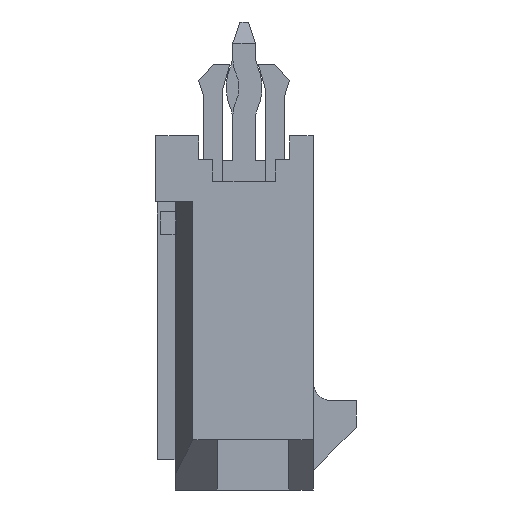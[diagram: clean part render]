
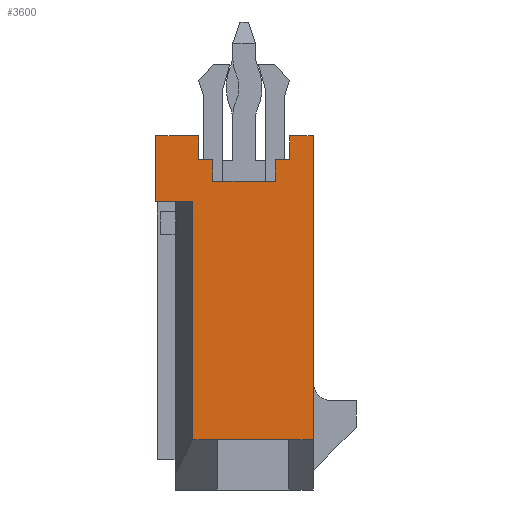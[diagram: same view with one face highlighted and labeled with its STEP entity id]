
A CAD part, left-side view. The second image highlights one B-rep face of the part: STEP entity #3600.
In plain terms, the highlighted planar face has unit normal (-1, 0, 0).
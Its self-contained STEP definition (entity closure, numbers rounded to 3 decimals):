
#8 = CARTESIAN_POINT ( 'NONE',  ( -12.325, 0.67, 0.875 ) ) ;
#95 = VERTEX_POINT ( 'NONE', #8 ) ;
#97 = CARTESIAN_POINT ( 'NONE',  ( -12.325, 0., -1.27 ) ) ;
#325 = ORIENTED_EDGE ( 'NONE', *, *, #2469, .F. ) ;
#369 = CARTESIAN_POINT ( 'NONE',  ( -12.325, 1.27, -0.875 ) ) ;
#445 = ORIENTED_EDGE ( 'NONE', *, *, #5216, .T. ) ;
#539 = LINE ( 'NONE', #7532, #6181 ) ;
#656 = VERTEX_POINT ( 'NONE', #3311 ) ;
#658 = VERTEX_POINT ( 'NONE', #6479 ) ;
#820 = DIRECTION ( 'NONE',  ( 0., 0., -1. ) ) ;
#1203 = CARTESIAN_POINT ( 'NONE',  ( -12.325, 0., 2.47 ) ) ;
#1296 = VERTEX_POINT ( 'NONE', #2411 ) ;
#1384 = VECTOR ( 'NONE', #6578, 1000. ) ;
#1569 = VECTOR ( 'NONE', #3038, 1000. ) ;
#1613 = LINE ( 'NONE', #10020, #1569 ) ;
#1678 = VERTEX_POINT ( 'NONE', #97 ) ;
#1728 = ORIENTED_EDGE ( 'NONE', *, *, #2028, .F. ) ;
#1735 = LINE ( 'NONE', #5479, #8584 ) ;
#1838 = CARTESIAN_POINT ( 'NONE',  ( -12.325, 1.85, 1.43 ) ) ;
#1870 = VERTEX_POINT ( 'NONE', #1838 ) ;
#2028 = EDGE_CURVE ( 'NONE', #2680, #1678, #7592, .T. ) ;
#2071 = DIRECTION ( 'NONE',  ( 0., 0., -1. ) ) ;
#2076 = CARTESIAN_POINT ( 'NONE',  ( -12.325, 8.5, -1.25 ) ) ;
#2221 = DIRECTION ( 'NONE',  ( 0., 0., -1. ) ) ;
#2296 = VERTEX_POINT ( 'NONE', #4077 ) ;
#2390 = EDGE_CURVE ( 'NONE', #5641, #2296, #6672, .T. ) ;
#2411 = CARTESIAN_POINT ( 'NONE',  ( -12.325, 8.5, -1.93 ) ) ;
#2445 = VERTEX_POINT ( 'NONE', #5245 ) ;
#2469 = EDGE_CURVE ( 'NONE', #7362, #2445, #4279, .T. ) ;
#2537 = EDGE_CURVE ( 'NONE', #1678, #3488, #9207, .T. ) ;
#2553 = VERTEX_POINT ( 'NONE', #6155 ) ;
#2564 = LINE ( 'NONE', #369, #2764 ) ;
#2572 = CARTESIAN_POINT ( 'NONE',  ( -12.325, 0.67, -1.27 ) ) ;
#2659 = VECTOR ( 'NONE', #6286, 1000. ) ;
#2680 = VERTEX_POINT ( 'NONE', #2572 ) ;
#2688 = LINE ( 'NONE', #5815, #2757 ) ;
#2757 = VECTOR ( 'NONE', #4184, 1000. ) ;
#2764 = VECTOR ( 'NONE', #5841, 1000. ) ;
#2888 = DIRECTION ( 'NONE',  ( 1., 0., 0. ) ) ;
#3038 = DIRECTION ( 'NONE',  ( 0., 1., 0. ) ) ;
#3167 = LINE ( 'NONE', #5101, #2659 ) ;
#3284 = VERTEX_POINT ( 'NONE', #3814 ) ;
#3311 = CARTESIAN_POINT ( 'NONE',  ( -12.325, 0.67, -0.875 ) ) ;
#3461 = EDGE_CURVE ( 'NONE', #2553, #95, #2688, .T. ) ;
#3463 = CARTESIAN_POINT ( 'NONE',  ( -12.325, 1.27, -0.875 ) ) ;
#3488 = VERTEX_POINT ( 'NONE', #5050 ) ;
#3537 = EDGE_CURVE ( 'NONE', #656, #2680, #539, .T. ) ;
#3553 = EDGE_LOOP ( 'NONE', ( #6631, #9645, #8919, #325, #9226, #7502, #7223, #5014, #7386, #445, #9306, #3757, #1728, #4111, #5087, #6785 ) ) ;
#3567 = VECTOR ( 'NONE', #9118, 1000. ) ;
#3600 = ADVANCED_FACE ( 'NONE', ( #3655 ), #5246, .F. ) ;
#3608 = DIRECTION ( 'NONE',  ( 0., 0., -1. ) ) ;
#3655 = FACE_OUTER_BOUND ( 'NONE', #3553, .T. ) ;
#3757 = ORIENTED_EDGE ( 'NONE', *, *, #2537, .F. ) ;
#3783 = EDGE_CURVE ( 'NONE', #3284, #656, #2564, .T. ) ;
#3814 = CARTESIAN_POINT ( 'NONE',  ( -12.325, 1.27, -0.875 ) ) ;
#3971 = EDGE_CURVE ( 'NONE', #8297, #95, #9994, .T. ) ;
#4041 = CARTESIAN_POINT ( 'NONE',  ( -12.325, 8.5, 0.75 ) ) ;
#4070 = CARTESIAN_POINT ( 'NONE',  ( -12.325, 0., 2.47 ) ) ;
#4077 = CARTESIAN_POINT ( 'NONE',  ( -12.325, 8.5, 0.75 ) ) ;
#4111 = ORIENTED_EDGE ( 'NONE', *, *, #3537, .F. ) ;
#4184 = DIRECTION ( 'NONE',  ( 0., 0., -1. ) ) ;
#4241 = AXIS2_PLACEMENT_3D ( 'NONE', #6765, #2888, #6012 ) ;
#4279 = LINE ( 'NONE', #1203, #6164 ) ;
#4286 = LINE ( 'NONE', #3463, #7621 ) ;
#4500 = VECTOR ( 'NONE', #8721, 1000. ) ;
#4868 = VECTOR ( 'NONE', #7847, 1000. ) ;
#4910 = EDGE_CURVE ( 'NONE', #2445, #2553, #1613, .T. ) ;
#5014 = ORIENTED_EDGE ( 'NONE', *, *, #2390, .T. ) ;
#5050 = CARTESIAN_POINT ( 'NONE',  ( -12.325, 0., -1.93 ) ) ;
#5061 = LINE ( 'NONE', #5825, #1384 ) ;
#5087 = ORIENTED_EDGE ( 'NONE', *, *, #3783, .F. ) ;
#5101 = CARTESIAN_POINT ( 'NONE',  ( -12.325, 1.85, 2.47 ) ) ;
#5216 = EDGE_CURVE ( 'NONE', #5861, #1296, #1735, .T. ) ;
#5245 = CARTESIAN_POINT ( 'NONE',  ( -12.325, 0., 1.27 ) ) ;
#5246 = PLANE ( 'NONE',  #4241 ) ;
#5274 = CARTESIAN_POINT ( 'NONE',  ( -12.325, 1.27, 0.875 ) ) ;
#5339 = DIRECTION ( 'NONE',  ( 0., 0., -1. ) ) ;
#5479 = CARTESIAN_POINT ( 'NONE',  ( -12.325, 8.5, -1.25 ) ) ;
#5550 = EDGE_CURVE ( 'NONE', #3488, #1296, #9794, .T. ) ;
#5641 = VERTEX_POINT ( 'NONE', #6272 ) ;
#5815 = CARTESIAN_POINT ( 'NONE',  ( -12.325, 0.67, 1.27 ) ) ;
#5825 = CARTESIAN_POINT ( 'NONE',  ( -12.325, 1.85, 2.47 ) ) ;
#5828 = EDGE_CURVE ( 'NONE', #3284, #8297, #4286, .T. ) ;
#5841 = DIRECTION ( 'NONE',  ( 0., -1., 0. ) ) ;
#5861 = VERTEX_POINT ( 'NONE', #2076 ) ;
#5921 = CARTESIAN_POINT ( 'NONE',  ( -12.325, 1.85, 1.43 ) ) ;
#5951 = EDGE_CURVE ( 'NONE', #1870, #5641, #6017, .T. ) ;
#6012 = DIRECTION ( 'NONE',  ( 0., 0., -1. ) ) ;
#6017 = LINE ( 'NONE', #5921, #3567 ) ;
#6155 = CARTESIAN_POINT ( 'NONE',  ( -12.325, 0.67, 1.27 ) ) ;
#6164 = VECTOR ( 'NONE', #5339, 1000. ) ;
#6181 = VECTOR ( 'NONE', #3608, 1000. ) ;
#6272 = CARTESIAN_POINT ( 'NONE',  ( -12.325, 8.5, 1.43 ) ) ;
#6286 = DIRECTION ( 'NONE',  ( 0., -1., 0. ) ) ;
#6479 = CARTESIAN_POINT ( 'NONE',  ( -12.325, 1.85, 2.47 ) ) ;
#6578 = DIRECTION ( 'NONE',  ( 0., 0., -1. ) ) ;
#6631 = ORIENTED_EDGE ( 'NONE', *, *, #3971, .T. ) ;
#6672 = LINE ( 'NONE', #9870, #7779 ) ;
#6765 = CARTESIAN_POINT ( 'NONE',  ( -12.325, 4.95, 0. ) ) ;
#6777 = CARTESIAN_POINT ( 'NONE',  ( -12.325, 0.67, -1.27 ) ) ;
#6785 = ORIENTED_EDGE ( 'NONE', *, *, #5828, .T. ) ;
#6827 = DIRECTION ( 'NONE',  ( 0., -1., 0. ) ) ;
#6911 = CARTESIAN_POINT ( 'NONE',  ( -12.325, 0., -1.27 ) ) ;
#6955 = EDGE_CURVE ( 'NONE', #658, #7362, #3167, .T. ) ;
#7093 = LINE ( 'NONE', #4041, #4500 ) ;
#7223 = ORIENTED_EDGE ( 'NONE', *, *, #5951, .T. ) ;
#7362 = VERTEX_POINT ( 'NONE', #4070 ) ;
#7386 = ORIENTED_EDGE ( 'NONE', *, *, #9151, .T. ) ;
#7502 = ORIENTED_EDGE ( 'NONE', *, *, #9201, .T. ) ;
#7532 = CARTESIAN_POINT ( 'NONE',  ( -12.325, 0.67, -0.875 ) ) ;
#7592 = LINE ( 'NONE', #6777, #10052 ) ;
#7621 = VECTOR ( 'NONE', #9676, 1000. ) ;
#7779 = VECTOR ( 'NONE', #2071, 1000. ) ;
#7799 = CARTESIAN_POINT ( 'NONE',  ( -12.325, 0., -1.93 ) ) ;
#7847 = DIRECTION ( 'NONE',  ( 0., 1., 0. ) ) ;
#8297 = VERTEX_POINT ( 'NONE', #9709 ) ;
#8584 = VECTOR ( 'NONE', #820, 1000. ) ;
#8620 = VECTOR ( 'NONE', #9093, 1000. ) ;
#8721 = DIRECTION ( 'NONE',  ( 0., 0., -1. ) ) ;
#8919 = ORIENTED_EDGE ( 'NONE', *, *, #4910, .F. ) ;
#9093 = DIRECTION ( 'NONE',  ( 0., -1., 0. ) ) ;
#9118 = DIRECTION ( 'NONE',  ( 0., 1., 0. ) ) ;
#9151 = EDGE_CURVE ( 'NONE', #2296, #5861, #7093, .T. ) ;
#9201 = EDGE_CURVE ( 'NONE', #658, #1870, #5061, .T. ) ;
#9207 = LINE ( 'NONE', #6911, #9569 ) ;
#9226 = ORIENTED_EDGE ( 'NONE', *, *, #6955, .F. ) ;
#9306 = ORIENTED_EDGE ( 'NONE', *, *, #5550, .F. ) ;
#9569 = VECTOR ( 'NONE', #2221, 1000. ) ;
#9645 = ORIENTED_EDGE ( 'NONE', *, *, #3461, .F. ) ;
#9676 = DIRECTION ( 'NONE',  ( 0., 0., 1. ) ) ;
#9709 = CARTESIAN_POINT ( 'NONE',  ( -12.325, 1.27, 0.875 ) ) ;
#9794 = LINE ( 'NONE', #7799, #4868 ) ;
#9870 = CARTESIAN_POINT ( 'NONE',  ( -12.325, 8.5, 1.43 ) ) ;
#9994 = LINE ( 'NONE', #5274, #8620 ) ;
#10020 = CARTESIAN_POINT ( 'NONE',  ( -12.325, 0., 1.27 ) ) ;
#10052 = VECTOR ( 'NONE', #6827, 1000. ) ;
